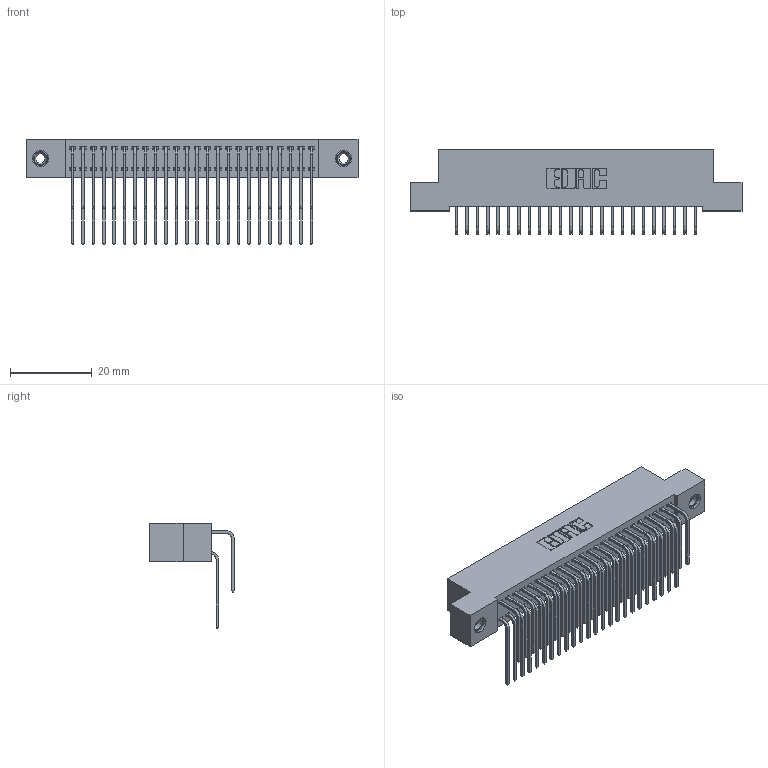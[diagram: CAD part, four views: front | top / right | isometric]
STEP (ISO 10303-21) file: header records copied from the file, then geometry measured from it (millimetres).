
FILE_DESCRIPTION (( 'STEP AP203' ), '1' );
FILE_NAME ('392-048-559-208.STEP', '2018-08-16T23:37:24', ( '' ), ( '' ), 'SwSTEP 2.0', 'SolidWorks 2016', '' );
FILE_SCHEMA (( 'CONFIG_CONTROL_DESIGN' ));
Length unit declared in the file: inch
Products named in the file (5): 342 Part_TI; 345-292-001_558 559 Tail - 1; 345-292-001_559 Tail - 2; 345-250-001_345-250-003-102; 392-048-559-208
Assembly tree (51 placements, depth 2):
  392-048-559-208
    342 Part_TI
    345-292-001_558 559 Tail - 1  x24
    345-292-001_559 Tail - 2  x24
    345-250-001_345-250-003-102  x2
Bounding box: 81.28 x 20.64 x 25.78 mm (x, y, z)
Volume: 7489 mm3; surface area: 13009.6 mm2
Topology: 51 solids, 51 shells, 2762 faces, 8163 edges, 5370 vertices
Faces by surface type: plane 1922, cylinder 824, cone 12, torus 4
Entity records: 20606 total; most frequent: CARTESIAN_POINT 3468, ORIENTED_EDGE 3346, DIRECTION 3007, EDGE_CURVE 1673, LINE 1485, VECTOR 1485, VERTEX_POINT 1108, AXIS2_PLACEMENT_3D 761
